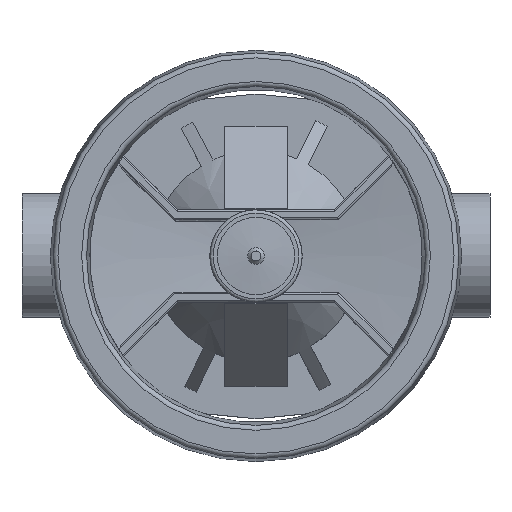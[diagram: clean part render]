
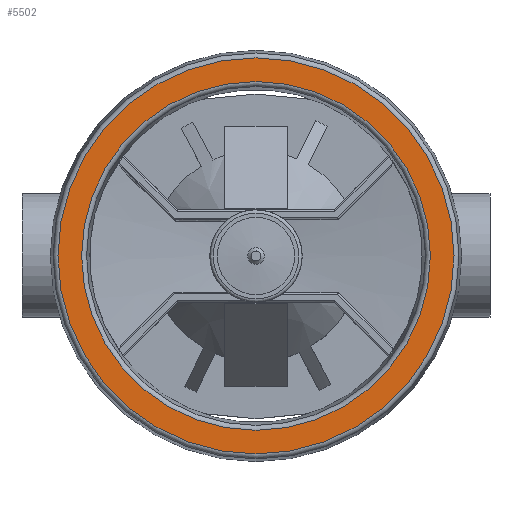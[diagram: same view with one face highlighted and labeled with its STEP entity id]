
A CAD part, top view. The second image highlights one B-rep face of the part: STEP entity #5502.
In plain terms, the highlighted planar face has unit normal (0, 0, 1).
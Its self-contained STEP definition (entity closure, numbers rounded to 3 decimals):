
#200=FACE_BOUND($,#955,.T.);
#606=FACE_OUTER_BOUND($,#954,.T.);
#954=EDGE_LOOP($,(#4929));
#955=EDGE_LOOP($,(#4930));
#1152=CIRCLE($,#5920,120.182);
#1160=CIRCLE($,#5930,105.818);
#2455=VERTEX_POINT($,#8806);
#2463=VERTEX_POINT($,#8824);
#3146=EDGE_CURVE($,#2455,#2455,#1152,.T.);
#3154=EDGE_CURVE($,#2463,#2463,#1160,.T.);
#4929=ORIENTED_EDGE($,*,*,#3146,.F.);
#4930=ORIENTED_EDGE($,*,*,#3154,.F.);
#5200=PLANE($,#6088);
#5502=ADVANCED_FACE($,(#606,#200),#5200,.T.);
#5920=AXIS2_PLACEMENT_3D($,#8807,#7186,#7187);
#5930=AXIS2_PLACEMENT_3D($,#8825,#7206,#7207);
#6088=AXIS2_PLACEMENT_3D($,#10024,#7655,#7656);
#7186=DIRECTION('center_axis',(0.,0.,-1.));
#7187=DIRECTION('ref_axis',(1.,0.,0.));
#7206=DIRECTION('center_axis',(0.,0.,1.));
#7207=DIRECTION('ref_axis',(1.,0.,0.));
#7655=DIRECTION('center_axis',(0.,0.,1.));
#7656=DIRECTION('ref_axis',(1.,0.,0.));
#8806=CARTESIAN_POINT('',(-120.185,0.808,254.));
#8807=CARTESIAN_POINT('Origin',(-0.004,0.808,254.));
#8824=CARTESIAN_POINT('',(105.815,0.808,254.));
#8825=CARTESIAN_POINT('Origin',(-0.004,0.808,254.));
#10024=CARTESIAN_POINT('Origin',(-113.004,0.808,254.));
